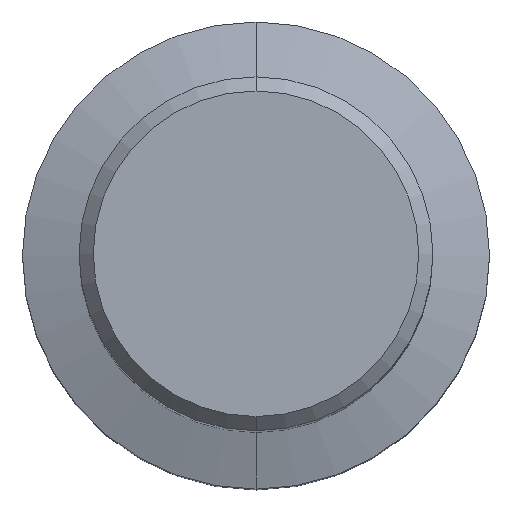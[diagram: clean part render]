
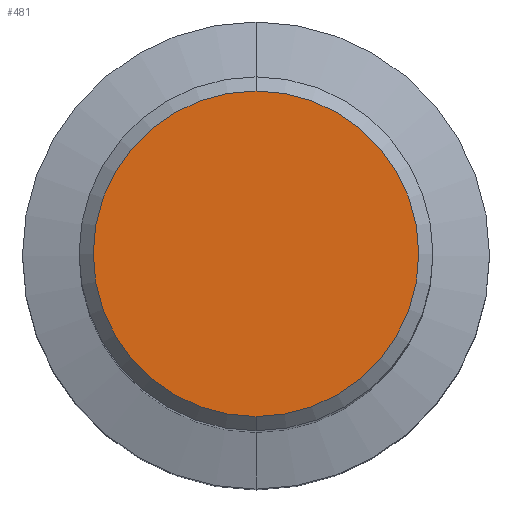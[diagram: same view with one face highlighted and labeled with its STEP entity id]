
A CAD part, top view. The second image highlights one B-rep face of the part: STEP entity #481.
In plain terms, the highlighted planar face has unit normal (0, 0, 1).
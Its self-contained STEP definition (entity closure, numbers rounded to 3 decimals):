
#325=EDGE_CURVE('',#331,#533,#698,.T.);
#331=VERTEX_POINT('',#704);
#343=EDGE_CURVE('',#533,#331,#718,.T.);
#481=ADVANCED_FACE('',(#872),#873,.T.);
#533=VERTEX_POINT('',#925);
#698=CIRCLE('',#1204,11.5);
#704=CARTESIAN_POINT('',(0.0,11.5,0.0));
#718=CIRCLE('',#1229,11.5);
#872=FACE_OUTER_BOUND('',#1625,.T.);
#873=PLANE('',#1626);
#925=CARTESIAN_POINT('',(0.,-11.5,0.0));
#1204=AXIS2_PLACEMENT_3D('',#2004,#2005,#2006);
#1229=AXIS2_PLACEMENT_3D('',#2024,#2025,#2026);
#1625=EDGE_LOOP('',(#2219,#2220));
#1626=AXIS2_PLACEMENT_3D('',#2221,#2222,#2223);
#2004=CARTESIAN_POINT('',(0.0,0.0,0.0));
#2005=DIRECTION('',(0.0,0.0,-1.0));
#2006=DIRECTION('',(0.0,1.0,0.0));
#2024=CARTESIAN_POINT('',(0.0,0.0,0.0));
#2025=DIRECTION('',(0.0,0.0,-1.0));
#2026=DIRECTION('',(0.0,1.0,0.0));
#2219=ORIENTED_EDGE('',*,*,#325,.F.);
#2220=ORIENTED_EDGE('',*,*,#343,.F.);
#2221=CARTESIAN_POINT('',(0.0,5.75,0.0));
#2222=DIRECTION('',(-0.0,0.0,1.0));
#2223=DIRECTION('',(0.0,-1.0,0.0));
